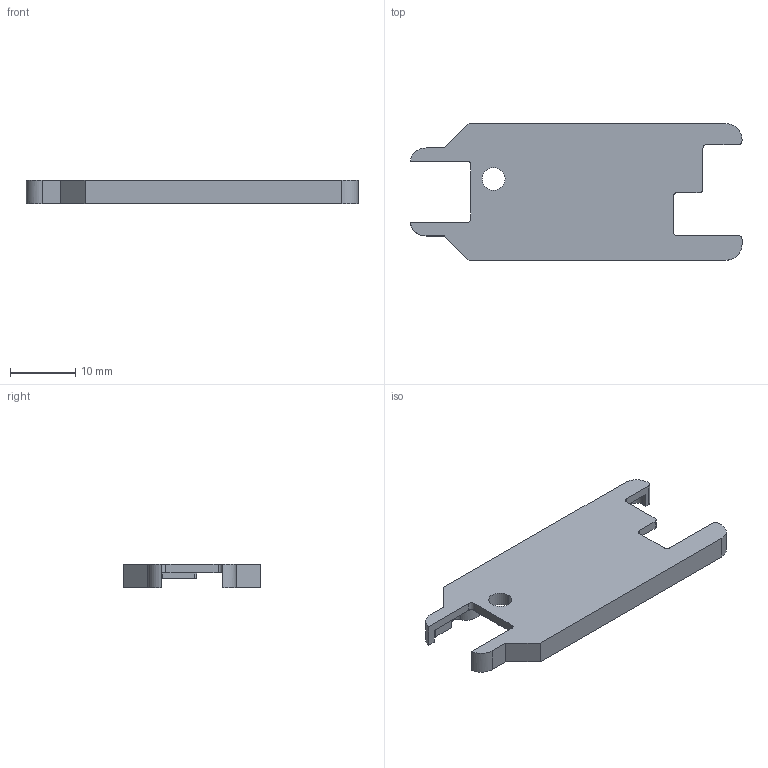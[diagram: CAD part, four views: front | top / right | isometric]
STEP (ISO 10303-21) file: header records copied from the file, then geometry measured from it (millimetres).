
FILE_DESCRIPTION (( 'STEP AP203' ), '1' );
FILE_NAME ('USB2CAN V3.0 Íâ¿Ç.STEP', '2024-10-18T00:53:20', ( '' ), ( '' ), 'SwSTEP 2.0', 'SolidWorks 2022', '' );
FILE_SCHEMA (( 'CONFIG_CONTROL_DESIGN' ));
Length unit declared in the file: millimetre
Products named in the file (1): USB2CAN V3.0 俋褲
Bounding box: 51.07 x 21 x 3.55 mm (x, y, z)
Volume: 1372.1 mm3; surface area: 2482.8 mm2
Topology: 1 solids, 1 shells, 97 faces, 272 edges, 182 vertices
Faces by surface type: plane 53, cylinder 44
Entity records: 3238 total; most frequent: CARTESIAN_POINT 564, DIRECTION 554, ORIENTED_EDGE 544, EDGE_CURVE 272, AXIS2_PLACEMENT_3D 187, VERTEX_POINT 182, LINE 180, VECTOR 180
